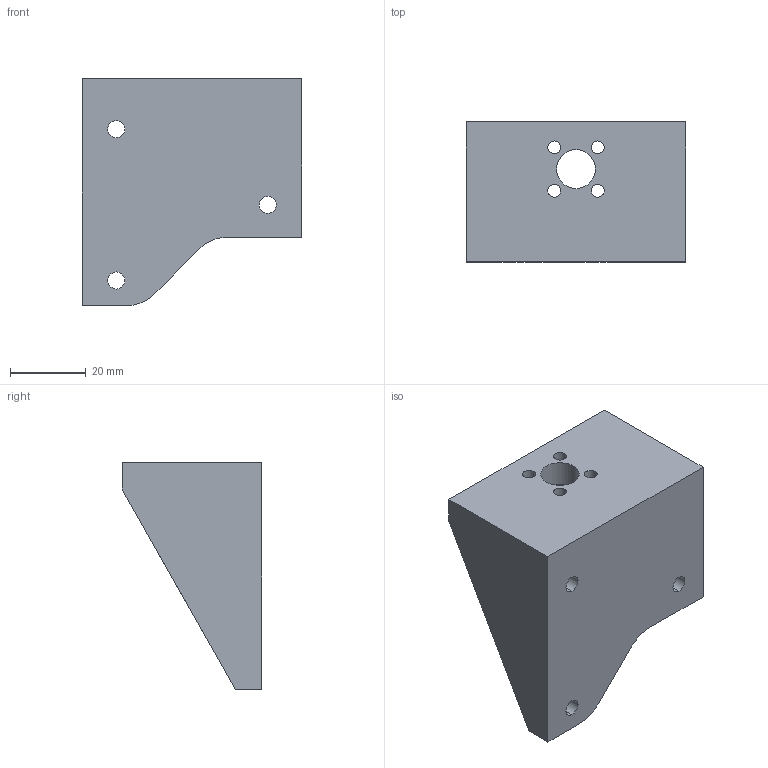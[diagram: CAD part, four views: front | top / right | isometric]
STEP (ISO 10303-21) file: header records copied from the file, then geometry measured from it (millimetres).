
FILE_DESCRIPTION (( 'STEP AP214' ), '1' );
FILE_NAME ('3D Printed, Wheel Carriage, Front, 2020, Reflected, V2.STEP', '2021-03-30T05:04:23', ( '' ), ( '' ), 'SwSTEP 2.0', 'SolidWorks 2019', '' );
FILE_SCHEMA (( 'AUTOMOTIVE_DESIGN' ));
Length unit declared in the file: millimetre
Products named in the file (1): 3D Printed, Wheel Carriage, Front, 2020, Reflected, V2
Bounding box: 58 x 37 x 60 mm (x, y, z)
Volume: 35194.3 mm3; surface area: 14201 mm2
Topology: 1 solids, 1 shells, 35 faces, 93 edges, 60 vertices
Faces by surface type: cylinder 21, plane 14
Entity records: 1161 total; most frequent: CARTESIAN_POINT 201, DIRECTION 197, ORIENTED_EDGE 186, EDGE_CURVE 93, AXIS2_PLACEMENT_3D 72, VERTEX_POINT 60, VECTOR 53, LINE 53
